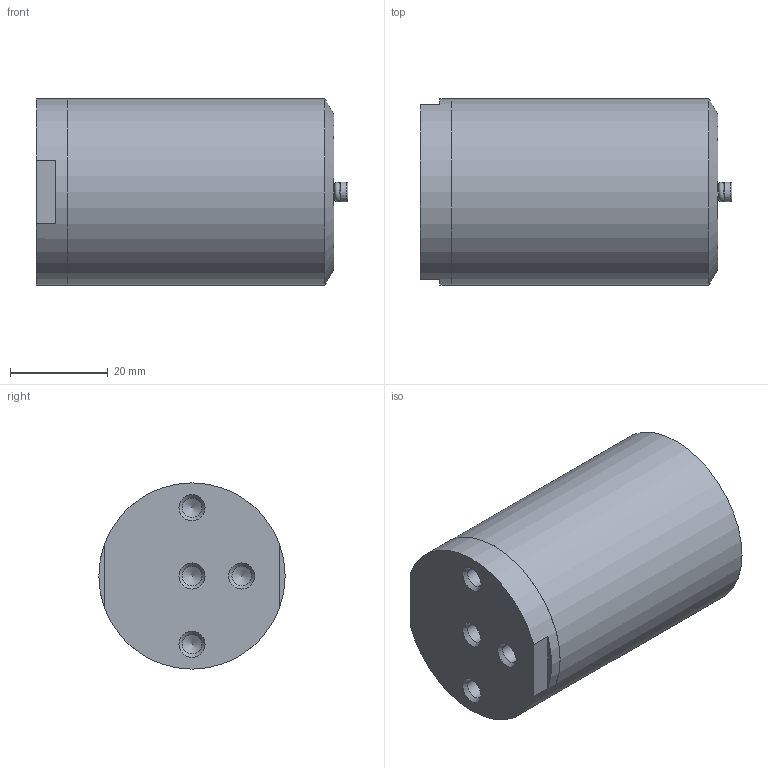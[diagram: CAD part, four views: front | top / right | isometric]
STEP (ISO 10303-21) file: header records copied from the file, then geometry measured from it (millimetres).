
FILE_DESCRIPTION(/* description */ (''),/* implementation_level */ '2;1');
FILE_NAME(/* name */ 'MLH2001 CAD Model.stp',/* time_stamp */ '2015-03-13T10:47:53-05:00',/* author */ ('scottg'),/* organization */ ('FasTest,Inc.'),/* preprocessor_version */ 'ST-DEVELOPER v15.2',/* originating_system */ 'Autodesk Inventor 2014',/* authorisation */ '');
FILE_SCHEMA (('AUTOMOTIVE_DESIGN { 1 0 10303 214 3 1 1 }'));
Length unit declared in the file: inch
Products named in the file (1): MLH2001 CAD Model
Bounding box: 63.83 x 38.1 x 38.1 mm (x, y, z)
Volume: 65409.5 mm3; surface area: 11407.9 mm2
Topology: 1 solids, 1 shells, 50 faces, 112 edges, 70 vertices
Faces by surface type: plane 20, cylinder 16, cone 12, torus 2
Full cylindrical faces by diameter (mm): 2.565 x2, 3.962 x4, 4.245 x1, 30.709 x1, 31.75 x1, 34.925 x1, 38.1 x2
Entity records: 1219 total; most frequent: DIRECTION 226, CARTESIAN_POINT 197, ORIENTED_EDGE 158, AXIS2_PLACEMENT_3D 98, EDGE_LOOP 82, EDGE_CURVE 79, VERTEX_POINT 63, ADVANCED_FACE 50
